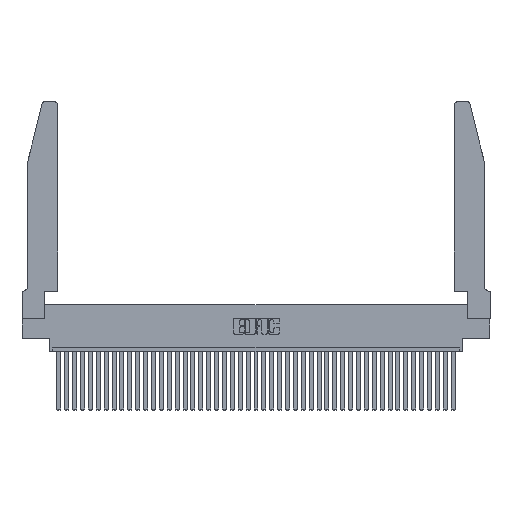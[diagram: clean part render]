
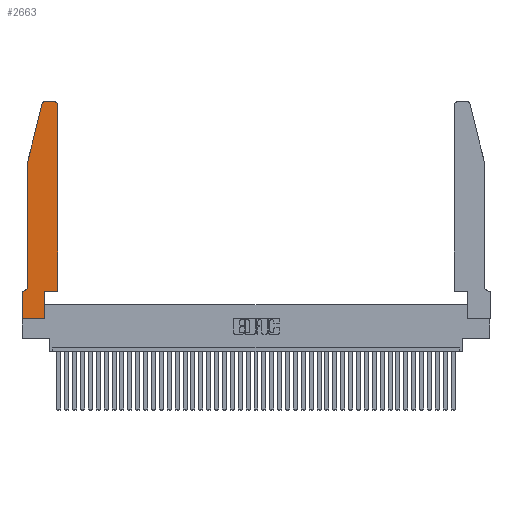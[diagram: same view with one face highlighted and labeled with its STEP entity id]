
A CAD part, top view. The second image highlights one B-rep face of the part: STEP entity #2663.
In plain terms, the highlighted planar face has unit normal (0, 0, 1).
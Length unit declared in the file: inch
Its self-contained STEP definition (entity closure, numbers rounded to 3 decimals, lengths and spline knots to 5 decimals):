
#1958 = CARTESIAN_POINT ( 'NONE',  ( 0.0055, 0.42, 0.37 ) ) ;
#2663 = ADVANCED_FACE ( 'NONE', ( #7868 ), #4092, .T. ) ;
#2998 = LINE ( 'NONE', #35794, #14115 ) ;
#3966 = AXIS2_PLACEMENT_3D ( 'NONE', #29462, #20167, #32736 ) ;
#4092 = PLANE ( 'NONE',  #30936 ) ;
#4152 = CARTESIAN_POINT ( 'NONE',  ( 0.4205, 2.72, 0.37 ) ) ;
#4301 = LINE ( 'NONE', #14406, #5340 ) ;
#4410 = LINE ( 'NONE', #19954, #22680 ) ;
#4645 = ORIENTED_EDGE ( 'NONE', *, *, #29902, .T. ) ;
#5027 = AXIS2_PLACEMENT_3D ( 'NONE', #1958, #27931, #34762 ) ;
#5340 = VECTOR ( 'NONE', #11122, 39.37008 ) ;
#5413 = LINE ( 'NONE', #23042, #11965 ) ;
#6706 = DIRECTION ( 'NONE',  ( 1., 0., 0. ) ) ;
#7466 = VERTEX_POINT ( 'NONE', #9167 ) ;
#7677 = EDGE_CURVE ( 'NONE', #36457, #28039, #22653, .T. ) ;
#7868 = FACE_OUTER_BOUND ( 'NONE', #26828, .T. ) ;
#8416 = EDGE_CURVE ( 'NONE', #39692, #40157, #41773, .T. ) ;
#8755 = ORIENTED_EDGE ( 'NONE', *, *, #17067, .T. ) ;
#9167 = CARTESIAN_POINT ( 'NONE',  ( 0.25487, 2.72718, 0.37 ) ) ;
#9170 = ORIENTED_EDGE ( 'NONE', *, *, #8416, .T. ) ;
#9592 = VECTOR ( 'NONE', #19307, 39.37008 ) ;
#10463 = DIRECTION ( 'NONE',  ( 0., 0., 1. ) ) ;
#10707 = AXIS2_PLACEMENT_3D ( 'NONE', #4152, #20474, #14074 ) ;
#10995 = ORIENTED_EDGE ( 'NONE', *, *, #34158, .T. ) ;
#11122 = DIRECTION ( 'NONE',  ( 0., -1., 0. ) ) ;
#11350 = VERTEX_POINT ( 'NONE', #21462 ) ;
#11965 = VECTOR ( 'NONE', #39376, 39.37008 ) ;
#12075 = LINE ( 'NONE', #13027, #9592 ) ;
#13027 = CARTESIAN_POINT ( 'NONE',  ( 0., 0., 0.37 ) ) ;
#13096 = CARTESIAN_POINT ( 'NONE',  ( 0.0755, 2., 0.37 ) ) ;
#14000 = CARTESIAN_POINT ( 'NONE',  ( 0.0055, 0.35, 0.37 ) ) ;
#14058 = EDGE_CURVE ( 'NONE', #16342, #7466, #40254, .T. ) ;
#14074 = DIRECTION ( 'NONE',  ( 1., 0., 0. ) ) ;
#14115 = VECTOR ( 'NONE', #38878, 39.37008 ) ;
#14405 = VECTOR ( 'NONE', #6706, 39.37008 ) ;
#14406 = CARTESIAN_POINT ( 'NONE',  ( 0.0755, 2., 0.37 ) ) ;
#14705 = EDGE_CURVE ( 'NONE', #40157, #16816, #31615, .T. ) ;
#15165 = EDGE_CURVE ( 'NONE', #7466, #27089, #36639, .T. ) ;
#15681 = CARTESIAN_POINT ( 'NONE',  ( 0.4505, 0.35, 0.37 ) ) ;
#16342 = VERTEX_POINT ( 'NONE', #39175 ) ;
#16466 = EDGE_CURVE ( 'NONE', #30154, #39692, #4410, .T. ) ;
#16816 = VERTEX_POINT ( 'NONE', #15681 ) ;
#16872 = DIRECTION ( 'NONE',  ( 1., 0., 0. ) ) ;
#17067 = EDGE_CURVE ( 'NONE', #38224, #11350, #5413, .T. ) ;
#17202 = ORIENTED_EDGE ( 'NONE', *, *, #32982, .T. ) ;
#18344 = ORIENTED_EDGE ( 'NONE', *, *, #7677, .T. ) ;
#19307 = DIRECTION ( 'NONE',  ( 0., -1., 0. ) ) ;
#19954 = CARTESIAN_POINT ( 'NONE',  ( 0., 0., 0.37 ) ) ;
#20167 = DIRECTION ( 'NONE',  ( 0., 0., 1. ) ) ;
#20474 = DIRECTION ( 'NONE',  ( 0., 0., 1. ) ) ;
#20491 = VERTEX_POINT ( 'NONE', #39037 ) ;
#21462 = CARTESIAN_POINT ( 'NONE',  ( 0., 0.35, 0.37 ) ) ;
#21858 = ORIENTED_EDGE ( 'NONE', *, *, #15165, .T. ) ;
#22653 = CIRCLE ( 'NONE', #10707, 0.03 ) ;
#22680 = VECTOR ( 'NONE', #23338, 39.37008 ) ;
#23042 = CARTESIAN_POINT ( 'NONE',  ( 0.0755, 0.35, 0.37 ) ) ;
#23338 = DIRECTION ( 'NONE',  ( 1., 0., 0. ) ) ;
#23417 = CARTESIAN_POINT ( 'NONE',  ( 0.4505, 0.35, 0.37 ) ) ;
#23545 = ORIENTED_EDGE ( 'NONE', *, *, #14058, .T. ) ;
#24209 = ORIENTED_EDGE ( 'NONE', *, *, #14705, .T. ) ;
#24539 = LINE ( 'NONE', #37636, #36640 ) ;
#24891 = CARTESIAN_POINT ( 'NONE',  ( 0.2865, 0.35, 0.37 ) ) ;
#25619 = VECTOR ( 'NONE', #28955, 39.37008 ) ;
#26828 = EDGE_LOOP ( 'NONE', ( #31549, #23545, #21858, #4645, #17202, #8755, #10995, #32437, #9170, #24209, #29223, #18344 ) ) ;
#27089 = VERTEX_POINT ( 'NONE', #27907 ) ;
#27907 = CARTESIAN_POINT ( 'NONE',  ( 0.0755, 2., 0.37 ) ) ;
#27931 = DIRECTION ( 'NONE',  ( 0., 0., -1. ) ) ;
#28039 = VERTEX_POINT ( 'NONE', #38141 ) ;
#28955 = DIRECTION ( 'NONE',  ( 0., 1., 0. ) ) ;
#29223 = ORIENTED_EDGE ( 'NONE', *, *, #41295, .T. ) ;
#29462 = CARTESIAN_POINT ( 'NONE',  ( 0.284, 2.72, 0.37 ) ) ;
#29902 = EDGE_CURVE ( 'NONE', #27089, #20491, #4301, .T. ) ;
#30154 = VERTEX_POINT ( 'NONE', #35330 ) ;
#30936 = AXIS2_PLACEMENT_3D ( 'NONE', #36771, #10463, #16872 ) ;
#31549 = ORIENTED_EDGE ( 'NONE', *, *, #34197, .T. ) ;
#31615 = LINE ( 'NONE', #23417, #14405 ) ;
#32437 = ORIENTED_EDGE ( 'NONE', *, *, #16466, .T. ) ;
#32736 = DIRECTION ( 'NONE',  ( 1., 0., 0. ) ) ;
#32982 = EDGE_CURVE ( 'NONE', #20491, #38224, #37519, .T. ) ;
#33314 = CARTESIAN_POINT ( 'NONE',  ( 0.4505, 2.72, 0.37 ) ) ;
#34158 = EDGE_CURVE ( 'NONE', #11350, #30154, #12075, .T. ) ;
#34197 = EDGE_CURVE ( 'NONE', #28039, #16342, #2998, .T. ) ;
#34425 = CARTESIAN_POINT ( 'NONE',  ( 0.2865, 0., 0.37 ) ) ;
#34762 = DIRECTION ( 'NONE',  ( -1., 0., 0. ) ) ;
#35330 = CARTESIAN_POINT ( 'NONE',  ( 0., 0., 0.37 ) ) ;
#35794 = CARTESIAN_POINT ( 'NONE',  ( 0.2605, 2.75, 0.37 ) ) ;
#36006 = DIRECTION ( 'NONE',  ( -0.239, -0.971, 0. ) ) ;
#36150 = VECTOR ( 'NONE', #36006, 39.37008 ) ;
#36350 = CARTESIAN_POINT ( 'NONE',  ( 0.2865, 0.35, 0.37 ) ) ;
#36457 = VERTEX_POINT ( 'NONE', #33314 ) ;
#36639 = LINE ( 'NONE', #13096, #36150 ) ;
#36640 = VECTOR ( 'NONE', #40445, 39.37008 ) ;
#36771 = CARTESIAN_POINT ( 'NONE',  ( 0., 0.35, 0.37 ) ) ;
#37519 = CIRCLE ( 'NONE', #5027, 0.07 ) ;
#37636 = CARTESIAN_POINT ( 'NONE',  ( 0.4505, 0.35, 0.37 ) ) ;
#38141 = CARTESIAN_POINT ( 'NONE',  ( 0.4205, 2.75, 0.37 ) ) ;
#38224 = VERTEX_POINT ( 'NONE', #14000 ) ;
#38878 = DIRECTION ( 'NONE',  ( -1., 0., 0. ) ) ;
#39037 = CARTESIAN_POINT ( 'NONE',  ( 0.0755, 0.42, 0.37 ) ) ;
#39175 = CARTESIAN_POINT ( 'NONE',  ( 0.284, 2.75, 0.37 ) ) ;
#39376 = DIRECTION ( 'NONE',  ( -1., 0., 0. ) ) ;
#39692 = VERTEX_POINT ( 'NONE', #34425 ) ;
#40157 = VERTEX_POINT ( 'NONE', #36350 ) ;
#40254 = CIRCLE ( 'NONE', #3966, 0.03 ) ;
#40445 = DIRECTION ( 'NONE',  ( 0., 1., 0. ) ) ;
#41295 = EDGE_CURVE ( 'NONE', #16816, #36457, #24539, .T. ) ;
#41773 = LINE ( 'NONE', #24891, #25619 ) ;
